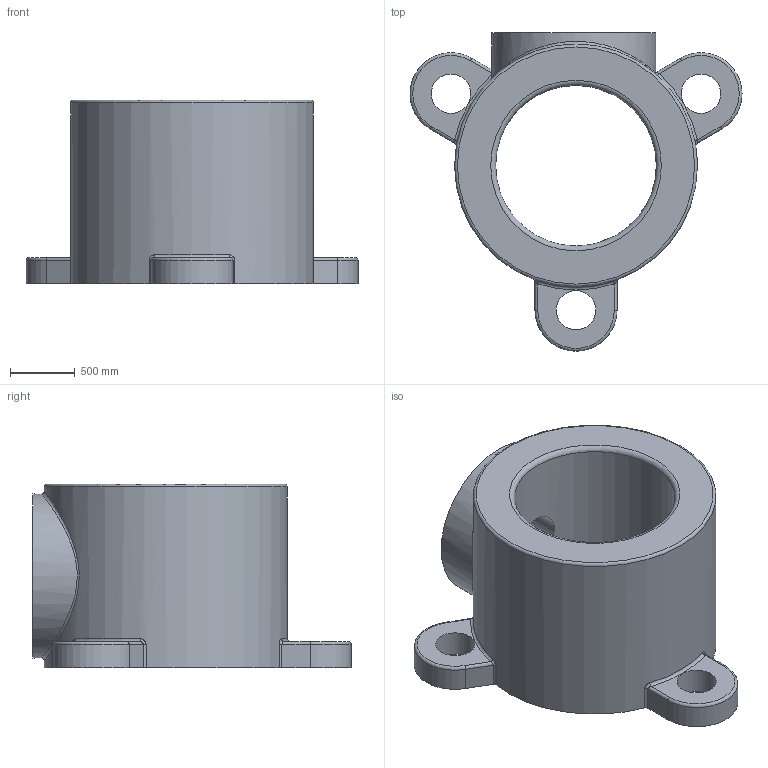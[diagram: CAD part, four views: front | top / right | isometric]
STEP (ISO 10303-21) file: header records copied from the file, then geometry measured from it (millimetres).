
FILE_DESCRIPTION(/* description */ (''),/* implementation_level */ '2;1');
FILE_NAME(/* name */ 'good chamberOR',/* time_stamp */ '1999-06-17T17:16:54-04:00',/* author */ ('PC User'),/* organization */ ('3D/EYE, Inc.'),/* preprocessor_version */ 'ST-DEVELOPER 1.6',/* originating_system */ 'IronCAD2.0',/* authorisation */ '');
FILE_SCHEMA (('CONFIG_CONTROL_DESIGN'));
Products named in the file (1): 1
Bounding box: 2570.74 x 2463.6 x 1422.4 mm (x, y, z)
Volume: 2435467416.7 mm3; surface area: 20766374.4 mm2
Topology: 1 solids, 1 shells, 59 faces, 134 edges, 83 vertices
Faces by surface type: cylinder 27, plane 17, torus 8, bspline 7
Full cylindrical faces by diameter (mm): 127 x3, 304.8 x3, 355.6 x2, 635 x1, 1244.6 x1, 1270 x1, 1879.6 x1
Entity records: 2906 total; most frequent: CARTESIAN_POINT 1353, DIRECTION 241, ORIENTED_EDGE 234, EDGE_CURVE 117, INTERSECTION_CURVE 117, AXIS2_PLACEMENT_3D 114, FACE_BOUND 89, EDGE_LOOP 89
